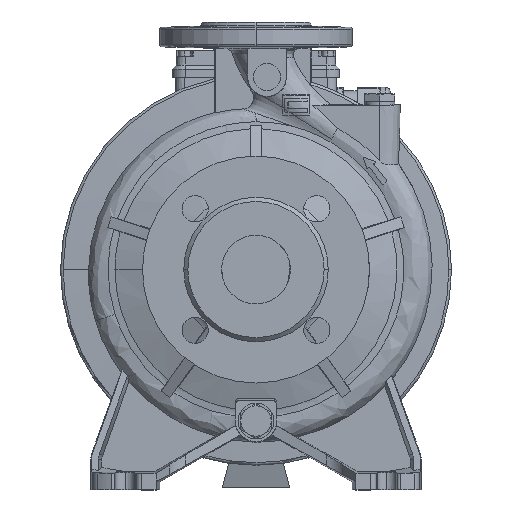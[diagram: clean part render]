
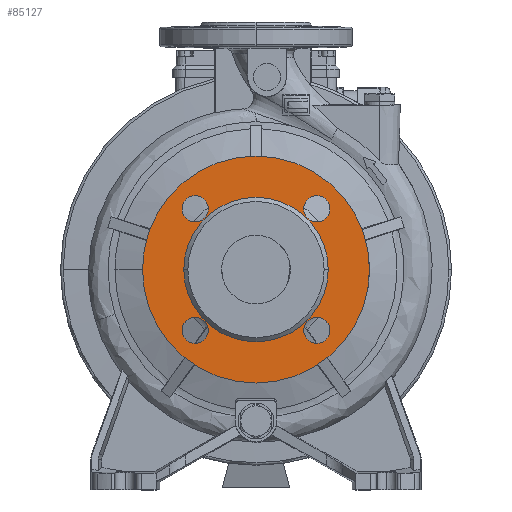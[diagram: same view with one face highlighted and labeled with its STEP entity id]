
A CAD part, top view. The second image highlights one B-rep face of the part: STEP entity #85127.
In plain terms, the highlighted planar face has unit normal (0, 0, 1).
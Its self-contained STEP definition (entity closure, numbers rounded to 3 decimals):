
#337 = DIRECTION ( 'NONE',  ( 0., 0., -1. ) ) ;
#1557 = DIRECTION ( 'NONE',  ( -1., 0., 0. ) ) ;
#3422 = VERTEX_POINT ( 'NONE', #31642 ) ;
#4600 = ORIENTED_EDGE ( 'NONE', *, *, #41754, .F. ) ;
#5348 = CARTESIAN_POINT ( 'NONE',  ( -44.194, 44.194, 77. ) ) ;
#7460 = VERTEX_POINT ( 'NONE', #100466 ) ;
#8141 = DIRECTION ( 'NONE',  ( 0., 0., -1. ) ) ;
#8187 = CARTESIAN_POINT ( 'NONE',  ( -34.694, -44.194, 77. ) ) ;
#8576 = CIRCLE ( 'NONE', #33300, 9.5 ) ;
#10759 = CIRCLE ( 'NONE', #60165, 9.5 ) ;
#11381 = CARTESIAN_POINT ( 'NONE',  ( -44.194, -44.194, 77. ) ) ;
#11720 = CARTESIAN_POINT ( 'NONE',  ( 44.194, -53.694, 77. ) ) ;
#12713 = AXIS2_PLACEMENT_3D ( 'NONE', #20348, #38187, #65524 ) ;
#13839 = VERTEX_POINT ( 'NONE', #19575 ) ;
#14193 = CARTESIAN_POINT ( 'NONE',  ( -44.194, 53.694, 77. ) ) ;
#14695 = VERTEX_POINT ( 'NONE', #64715 ) ;
#16468 = CIRCLE ( 'NONE', #20296, 9.5 ) ;
#17260 = DIRECTION ( 'NONE',  ( 1., 0., 0. ) ) ;
#17262 = DIRECTION ( 'NONE',  ( 0., 0., 1. ) ) ;
#17441 = DIRECTION ( 'NONE',  ( 1., 0., 0. ) ) ;
#18685 = ORIENTED_EDGE ( 'NONE', *, *, #75381, .F. ) ;
#18878 = AXIS2_PLACEMENT_3D ( 'NONE', #24371, #23810, #32731 ) ;
#19280 = VERTEX_POINT ( 'NONE', #110868 ) ;
#19575 = CARTESIAN_POINT ( 'NONE',  ( 53.694, 44.194, 77. ) ) ;
#19734 = DIRECTION ( 'NONE',  ( 0., 0., 1. ) ) ;
#20275 = CIRCLE ( 'NONE', #12713, 9.5 ) ;
#20296 = AXIS2_PLACEMENT_3D ( 'NONE', #50364, #102210, #59879 ) ;
#20348 = CARTESIAN_POINT ( 'NONE',  ( -44.194, -44.194, 77. ) ) ;
#21717 = EDGE_CURVE ( 'NONE', #80140, #106996, #46859, .T. ) ;
#23810 = DIRECTION ( 'NONE',  ( 0., 0., 1. ) ) ;
#24371 = CARTESIAN_POINT ( 'NONE',  ( -44.194, 44.194, 77. ) ) ;
#27438 = EDGE_LOOP ( 'NONE', ( #96802, #107280 ) ) ;
#27547 = DIRECTION ( 'NONE',  ( 0., 0., 1. ) ) ;
#28219 = CIRCLE ( 'NONE', #45357, 9.5 ) ;
#28687 = EDGE_CURVE ( 'NONE', #7460, #19280, #106084, .T. ) ;
#30384 = DIRECTION ( 'NONE',  ( 0., -1., 0. ) ) ;
#31424 = CIRCLE ( 'NONE', #116801, 52.5 ) ;
#31642 = CARTESIAN_POINT ( 'NONE',  ( -52.5, 0., 77. ) ) ;
#31700 = AXIS2_PLACEMENT_3D ( 'NONE', #68380, #94513, #30384 ) ;
#31869 = DIRECTION ( 'NONE',  ( -1., 0., 0. ) ) ;
#32731 = DIRECTION ( 'NONE',  ( 0., 1., 0. ) ) ;
#33300 = AXIS2_PLACEMENT_3D ( 'NONE', #70036, #33803, #108026 ) ;
#33803 = DIRECTION ( 'NONE',  ( 0., 0., 1. ) ) ;
#33922 = AXIS2_PLACEMENT_3D ( 'NONE', #72236, #337, #73400 ) ;
#35694 = DIRECTION ( 'NONE',  ( 0., 0., 1. ) ) ;
#36623 = CIRCLE ( 'NONE', #74504, 82.5 ) ;
#38187 = DIRECTION ( 'NONE',  ( 0., 0., 1. ) ) ;
#40149 = VERTEX_POINT ( 'NONE', #44164 ) ;
#41613 = DIRECTION ( 'NONE',  ( 0., 0., 1. ) ) ;
#41754 = EDGE_CURVE ( 'NONE', #82421, #56380, #93049, .T. ) ;
#43375 = VERTEX_POINT ( 'NONE', #14193 ) ;
#44164 = CARTESIAN_POINT ( 'NONE',  ( 52.5, 0., 77. ) ) ;
#44411 = PLANE ( 'NONE',  #77101 ) ;
#45357 = AXIS2_PLACEMENT_3D ( 'NONE', #5348, #41613, #86756 ) ;
#46751 = CARTESIAN_POINT ( 'NONE',  ( 0., 52.5, 77. ) ) ;
#46859 = CIRCLE ( 'NONE', #31700, 9.5 ) ;
#47276 = EDGE_LOOP ( 'NONE', ( #51827, #92958 ) ) ;
#49956 = AXIS2_PLACEMENT_3D ( 'NONE', #73093, #35694, #17260 ) ;
#50364 = CARTESIAN_POINT ( 'NONE',  ( 44.194, 44.194, 77. ) ) ;
#51827 = ORIENTED_EDGE ( 'NONE', *, *, #21717, .F. ) ;
#52908 = ORIENTED_EDGE ( 'NONE', *, *, #112975, .F. ) ;
#54359 = CARTESIAN_POINT ( 'NONE',  ( 34.694, 44.194, 77. ) ) ;
#55074 = FACE_BOUND ( 'NONE', #78487, .T. ) ;
#55661 = FACE_BOUND ( 'NONE', #47276, .T. ) ;
#55991 = DIRECTION ( 'NONE',  ( -1., 0., 0. ) ) ;
#56380 = VERTEX_POINT ( 'NONE', #8187 ) ;
#59879 = DIRECTION ( 'NONE',  ( 1., 0., 0. ) ) ;
#60165 = AXIS2_PLACEMENT_3D ( 'NONE', #89922, #27547, #17441 ) ;
#64715 = CARTESIAN_POINT ( 'NONE',  ( -44.194, 34.694, 77. ) ) ;
#65524 = DIRECTION ( 'NONE',  ( -1., 0., 0. ) ) ;
#66705 = EDGE_LOOP ( 'NONE', ( #4600, #88619 ) ) ;
#68097 = DIRECTION ( 'NONE',  ( 0., 0., -1. ) ) ;
#68380 = CARTESIAN_POINT ( 'NONE',  ( 44.194, -44.194, 77. ) ) ;
#70036 = CARTESIAN_POINT ( 'NONE',  ( 44.194, -44.194, 77. ) ) ;
#70103 = CIRCLE ( 'NONE', #18878, 9.5 ) ;
#72120 = VERTEX_POINT ( 'NONE', #54359 ) ;
#72236 = CARTESIAN_POINT ( 'NONE',  ( 0., 0., 77. ) ) ;
#72885 = FACE_BOUND ( 'NONE', #106820, .T. ) ;
#73093 = CARTESIAN_POINT ( 'NONE',  ( 0., 0., 77. ) ) ;
#73176 = EDGE_CURVE ( 'NONE', #40149, #3422, #31424, .T. ) ;
#73400 = DIRECTION ( 'NONE',  ( -1., 0., 0. ) ) ;
#73462 = FACE_BOUND ( 'NONE', #96122, .T. ) ;
#74458 = CARTESIAN_POINT ( 'NONE',  ( 44.194, -34.694, 77. ) ) ;
#74504 = AXIS2_PLACEMENT_3D ( 'NONE', #113842, #68097, #31869 ) ;
#75381 = EDGE_CURVE ( 'NONE', #13839, #72120, #10759, .T. ) ;
#75751 = EDGE_CURVE ( 'NONE', #56380, #82421, #20275, .T. ) ;
#77101 = AXIS2_PLACEMENT_3D ( 'NONE', #46751, #8141, #1557 ) ;
#78487 = EDGE_LOOP ( 'NONE', ( #18685, #52908 ) ) ;
#80140 = VERTEX_POINT ( 'NONE', #11720 ) ;
#82421 = VERTEX_POINT ( 'NONE', #110843 ) ;
#83543 = AXIS2_PLACEMENT_3D ( 'NONE', #11381, #19734, #55991 ) ;
#85127 = ADVANCED_FACE ( 'NONE', ( #55661, #91893, #73462, #55074, #72885, #90128 ), #44411, .F. ) ;
#85922 = ORIENTED_EDGE ( 'NONE', *, *, #91812, .F. ) ;
#86756 = DIRECTION ( 'NONE',  ( 0., 1., 0. ) ) ;
#88619 = ORIENTED_EDGE ( 'NONE', *, *, #75751, .F. ) ;
#89922 = CARTESIAN_POINT ( 'NONE',  ( 44.194, 44.194, 77. ) ) ;
#90128 = FACE_OUTER_BOUND ( 'NONE', #27438, .T. ) ;
#90916 = CARTESIAN_POINT ( 'NONE',  ( 0., 0., 77. ) ) ;
#91812 = EDGE_CURVE ( 'NONE', #43375, #14695, #28219, .T. ) ;
#91893 = FACE_BOUND ( 'NONE', #66705, .T. ) ;
#92958 = ORIENTED_EDGE ( 'NONE', *, *, #111054, .F. ) ;
#93049 = CIRCLE ( 'NONE', #83543, 9.5 ) ;
#93361 = EDGE_CURVE ( 'NONE', #14695, #43375, #70103, .T. ) ;
#94513 = DIRECTION ( 'NONE',  ( 0., 0., 1. ) ) ;
#96019 = ORIENTED_EDGE ( 'NONE', *, *, #98534, .F. ) ;
#96122 = EDGE_LOOP ( 'NONE', ( #85922, #101225 ) ) ;
#96802 = ORIENTED_EDGE ( 'NONE', *, *, #101115, .F. ) ;
#98534 = EDGE_CURVE ( 'NONE', #3422, #40149, #110561, .T. ) ;
#98812 = ORIENTED_EDGE ( 'NONE', *, *, #73176, .F. ) ;
#100466 = CARTESIAN_POINT ( 'NONE',  ( -82.5, 0., 77. ) ) ;
#101115 = EDGE_CURVE ( 'NONE', #19280, #7460, #36623, .T. ) ;
#101225 = ORIENTED_EDGE ( 'NONE', *, *, #93361, .F. ) ;
#102210 = DIRECTION ( 'NONE',  ( 0., 0., 1. ) ) ;
#106084 = CIRCLE ( 'NONE', #33922, 82.5 ) ;
#106820 = EDGE_LOOP ( 'NONE', ( #96019, #98812 ) ) ;
#106996 = VERTEX_POINT ( 'NONE', #74458 ) ;
#107280 = ORIENTED_EDGE ( 'NONE', *, *, #28687, .F. ) ;
#108026 = DIRECTION ( 'NONE',  ( 0., -1., 0. ) ) ;
#110561 = CIRCLE ( 'NONE', #49956, 52.5 ) ;
#110843 = CARTESIAN_POINT ( 'NONE',  ( -53.694, -44.194, 77. ) ) ;
#110868 = CARTESIAN_POINT ( 'NONE',  ( 82.5, 0., 77. ) ) ;
#111054 = EDGE_CURVE ( 'NONE', #106996, #80140, #8576, .T. ) ;
#112975 = EDGE_CURVE ( 'NONE', #72120, #13839, #16468, .T. ) ;
#113842 = CARTESIAN_POINT ( 'NONE',  ( 0., 0., 77. ) ) ;
#116506 = DIRECTION ( 'NONE',  ( 1., 0., 0. ) ) ;
#116801 = AXIS2_PLACEMENT_3D ( 'NONE', #90916, #17262, #116506 ) ;
